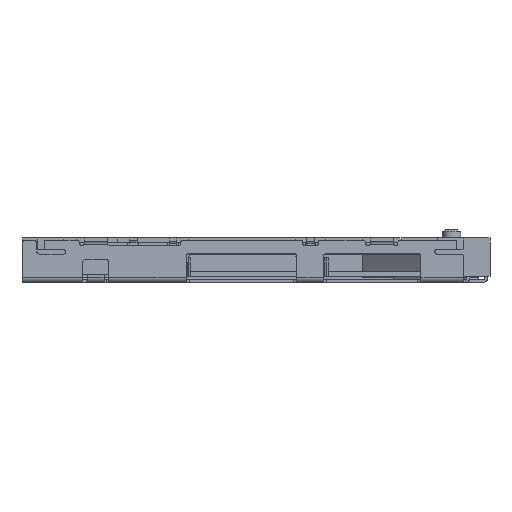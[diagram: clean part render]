
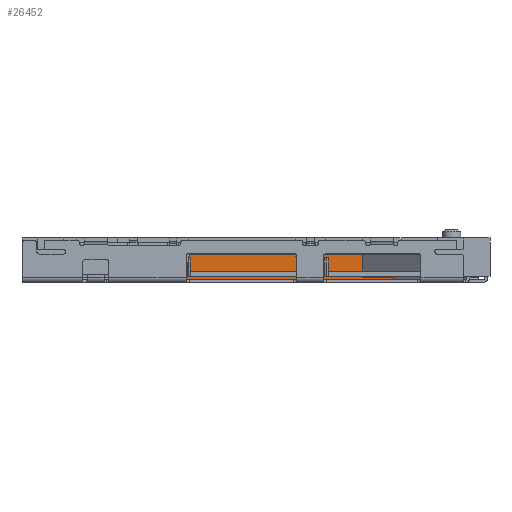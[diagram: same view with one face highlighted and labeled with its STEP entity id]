
A CAD part, left-side view. The second image highlights one B-rep face of the part: STEP entity #26452.
In plain terms, the highlighted planar face has unit normal (-1, 0, 0).
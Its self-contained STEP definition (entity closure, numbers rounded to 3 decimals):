
#13108=CARTESIAN_POINT('',(7.6,6.321,-16.7));
#13109=VERTEX_POINT('',#13108);
#13116=CARTESIAN_POINT('',(7.6,6.321,-16.65));
#13117=VERTEX_POINT('',#13116);
#13118=CARTESIAN_POINT('',(7.6,6.321,-16.65));
#13119=DIRECTION('',(0.0,0.,-1.0));
#13120=VECTOR('',#13119,0.05);
#13121=LINE('',#13118,#13120);
#13122=EDGE_CURVE('',#13117,#13109,#13121,.T.);
#20324=CARTESIAN_POINT('',(7.6,21.721,-18.4));
#20325=VERTEX_POINT('',#20324);
#20332=CARTESIAN_POINT('',(7.6,21.721,-16.7));
#20333=VERTEX_POINT('',#20332);
#20334=CARTESIAN_POINT('',(7.6,21.721,-18.4));
#20335=DIRECTION('',(-0.0,-0.0,1.0));
#20336=VECTOR('',#20335,1.7);
#20337=LINE('',#20334,#20336);
#20338=EDGE_CURVE('',#20325,#20333,#20337,.T.);
#20373=CARTESIAN_POINT('',(7.6,5.821,-18.3));
#20374=VERTEX_POINT('',#20373);
#20381=CARTESIAN_POINT('',(7.6,0.521,-18.3));
#20382=VERTEX_POINT('',#20381);
#20383=CARTESIAN_POINT('',(7.6,5.821,-18.3));
#20384=DIRECTION('',(-0.0,-1.0,-0.0));
#20385=VECTOR('',#20384,5.3);
#20386=LINE('',#20383,#20385);
#20387=EDGE_CURVE('',#20374,#20382,#20386,.T.);
#20661=CARTESIAN_POINT('',(7.6,5.821,-16.65));
#20662=VERTEX_POINT('',#20661);
#20663=CARTESIAN_POINT('',(7.6,6.321,-16.65));
#20664=DIRECTION('',(-0.0,-1.0,-0.0));
#20665=VECTOR('',#20664,0.5);
#20666=LINE('',#20663,#20665);
#20667=EDGE_CURVE('',#13117,#20662,#20666,.T.);
#20786=CARTESIAN_POINT('',(7.6,21.721,-16.7));
#20787=DIRECTION('',(-0.0,-1.0,-0.0));
#20788=VECTOR('',#20787,15.4);
#20789=LINE('',#20786,#20788);
#20790=EDGE_CURVE('',#20333,#13109,#20789,.T.);
#26243=CARTESIAN_POINT('',(7.6,5.821,-16.65));
#26244=DIRECTION('',(0.0,0.0,-1.0));
#26245=VECTOR('',#26244,1.65);
#26246=LINE('',#26243,#26245);
#26247=EDGE_CURVE('',#20662,#20374,#26246,.T.);
#26261=CARTESIAN_POINT('',(7.6,0.521,-18.4));
#26262=VERTEX_POINT('',#26261);
#26263=CARTESIAN_POINT('',(7.6,0.521,-18.3));
#26264=DIRECTION('',(0.0,0.0,-1.0));
#26265=VECTOR('',#26264,0.1);
#26266=LINE('',#26263,#26265);
#26267=EDGE_CURVE('',#20382,#26262,#26266,.T.);
#26416=CARTESIAN_POINT('',(7.6,22.021,-18.3));
#26417=DIRECTION('',(1.0,0.0,0.0));
#26418=DIRECTION('',(0.0,0.0,-1.0));
#26419=AXIS2_PLACEMENT_3D('',#26416,#26417,#26418);
#26420=PLANE('',#26419);
#26421=CARTESIAN_POINT('',(7.6,10.221,-18.4));
#26422=VERTEX_POINT('',#26421);
#26423=CARTESIAN_POINT('',(7.6,12.621,-18.4));
#26424=VERTEX_POINT('',#26423);
#26425=CARTESIAN_POINT('',(7.6,10.221,-18.4));
#26426=DIRECTION('',(0.0,1.0,0.));
#26427=VECTOR('',#26426,2.4);
#26428=LINE('',#26425,#26427);
#26429=EDGE_CURVE('',#26422,#26424,#26428,.T.);
#26430=ORIENTED_EDGE('',*,*,#26429,.F.);
#26431=CARTESIAN_POINT('',(7.6,10.221,-18.4));
#26432=DIRECTION('',(-0.0,-1.0,-0.0));
#26433=VECTOR('',#26432,9.7);
#26434=LINE('',#26431,#26433);
#26435=EDGE_CURVE('',#26422,#26262,#26434,.T.);
#26436=ORIENTED_EDGE('',*,*,#26435,.T.);
#26437=ORIENTED_EDGE('',*,*,#26267,.F.);
#26438=ORIENTED_EDGE('',*,*,#20387,.F.);
#26439=ORIENTED_EDGE('',*,*,#26247,.F.);
#26440=ORIENTED_EDGE('',*,*,#20667,.F.);
#26441=ORIENTED_EDGE('',*,*,#13122,.T.);
#26442=ORIENTED_EDGE('',*,*,#20790,.F.);
#26443=ORIENTED_EDGE('',*,*,#20338,.F.);
#26444=CARTESIAN_POINT('',(7.6,21.721,-18.4));
#26445=DIRECTION('',(-0.0,-1.0,-0.0));
#26446=VECTOR('',#26445,9.1);
#26447=LINE('',#26444,#26446);
#26448=EDGE_CURVE('',#20325,#26424,#26447,.T.);
#26449=ORIENTED_EDGE('',*,*,#26448,.T.);
#26450=EDGE_LOOP('',(#26430,#26436,#26437,#26438,#26439,#26440,#26441,#26442,#26443,#26449));
#26451=FACE_BOUND('',#26450,.T.);
#26452=ADVANCED_FACE('',(#26451),#26420,.F.);
